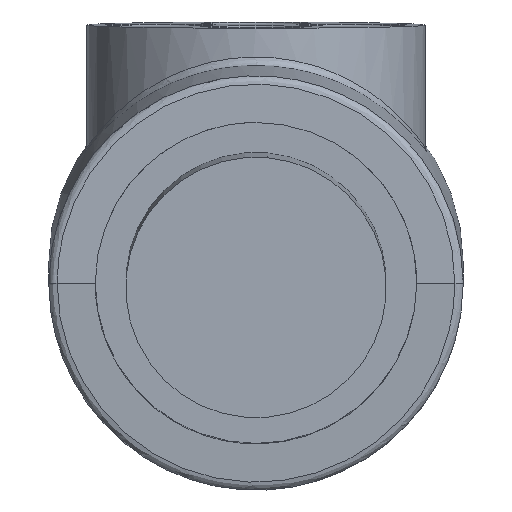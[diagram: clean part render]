
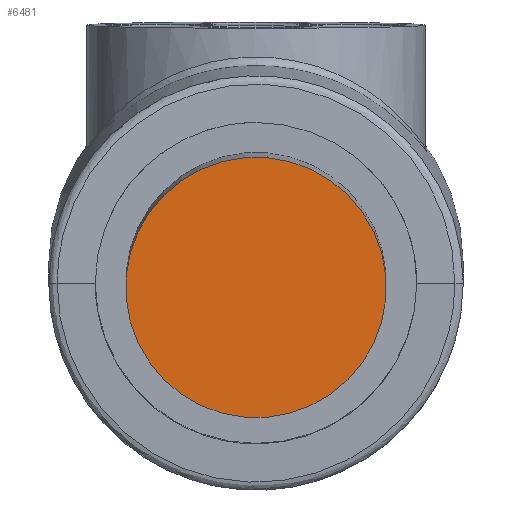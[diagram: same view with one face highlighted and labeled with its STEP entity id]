
A CAD part, top view. The second image highlights one B-rep face of the part: STEP entity #6481.
In plain terms, the highlighted planar face has unit normal (0, -0.02, 1).
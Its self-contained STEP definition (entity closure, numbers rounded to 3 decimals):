
#47 = CIRCLE ( 'NONE', #6354, 7.7 ) ;
#186 = EDGE_LOOP ( 'NONE', ( #7445, #4920 ) ) ;
#250 = DIRECTION ( 'NONE',  ( -0.088, -0.996, -0.02 ) ) ;
#332 = AXIS2_PLACEMENT_3D ( 'NONE', #3976, #1616, #3316 ) ;
#835 = DIRECTION ( 'NONE',  ( 0., 0.02, -1. ) ) ;
#1562 = PLANE ( 'NONE',  #332 ) ;
#1616 = DIRECTION ( 'NONE',  ( 0., -0.02, 1. ) ) ;
#2320 = CARTESIAN_POINT ( 'NONE',  ( 56.455, 6.132, 89.028 ) ) ;
#2388 = DIRECTION ( 'NONE',  ( -0.088, -0.996, -0.02 ) ) ;
#2599 = EDGE_CURVE ( 'NONE', #2918, #4004, #47, .T. ) ;
#2672 = FACE_OUTER_BOUND ( 'NONE', #186, .T. ) ;
#2918 = VERTEX_POINT ( 'NONE', #2320 ) ;
#2963 = CARTESIAN_POINT ( 'NONE',  ( 55.775, -1.536, 88.873 ) ) ;
#3279 = CARTESIAN_POINT ( 'NONE',  ( 55.775, -1.536, 88.873 ) ) ;
#3316 = DIRECTION ( 'NONE',  ( 0.996, -0.088, -0.002 ) ) ;
#3644 = CARTESIAN_POINT ( 'NONE',  ( 55.095, -9.205, 88.719 ) ) ;
#3976 = CARTESIAN_POINT ( 'NONE',  ( 55.775, -1.536, 88.873 ) ) ;
#4004 = VERTEX_POINT ( 'NONE', #3644 ) ;
#4108 = DIRECTION ( 'NONE',  ( 0., 0.02, -1. ) ) ;
#4429 = AXIS2_PLACEMENT_3D ( 'NONE', #2963, #4108, #2388 ) ;
#4920 = ORIENTED_EDGE ( 'NONE', *, *, #7181, .F. ) ;
#4948 = CIRCLE ( 'NONE', #4429, 7.7 ) ;
#6354 = AXIS2_PLACEMENT_3D ( 'NONE', #3279, #835, #250 ) ;
#6481 = ADVANCED_FACE ( 'NONE', ( #2672 ), #1562, .T. ) ;
#7181 = EDGE_CURVE ( 'NONE', #4004, #2918, #4948, .T. ) ;
#7445 = ORIENTED_EDGE ( 'NONE', *, *, #2599, .F. ) ;
